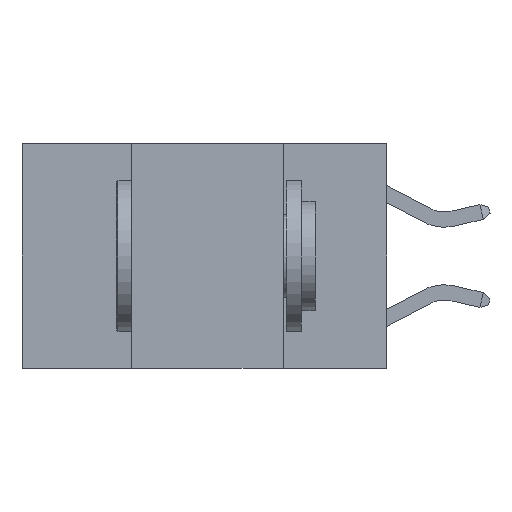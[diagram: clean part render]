
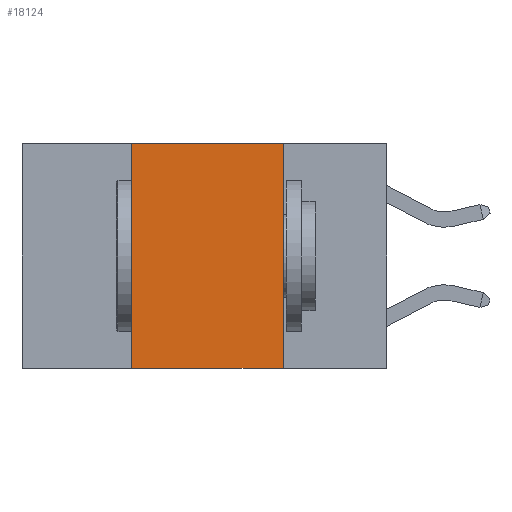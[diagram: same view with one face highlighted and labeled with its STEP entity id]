
A CAD part, left-side view. The second image highlights one B-rep face of the part: STEP entity #18124.
In plain terms, the highlighted planar face has unit normal (-1, 0, 0).
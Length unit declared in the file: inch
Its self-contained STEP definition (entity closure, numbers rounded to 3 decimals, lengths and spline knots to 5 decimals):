
#305 = AXIS2_PLACEMENT_3D ( 'NONE', #17395, #19332, #8137 ) ;
#1664 = CARTESIAN_POINT ( 'NONE',  ( 0., 0.42, 0. ) ) ;
#1888 = DIRECTION ( 'NONE',  ( 0., -1., 0. ) ) ;
#3613 = EDGE_CURVE ( 'NONE', #3839, #22607, #9898, .T. ) ;
#3731 = ORIENTED_EDGE ( 'NONE', *, *, #14157, .T. ) ;
#3839 = VERTEX_POINT ( 'NONE', #20442 ) ;
#4022 = LINE ( 'NONE', #22452, #18400 ) ;
#4425 = VERTEX_POINT ( 'NONE', #11814 ) ;
#4687 = LINE ( 'NONE', #18810, #18459 ) ;
#5335 = FACE_OUTER_BOUND ( 'NONE', #22091, .T. ) ;
#5480 = VECTOR ( 'NONE', #8690, 39.37008 ) ;
#6222 = PLANE ( 'NONE',  #305 ) ;
#8137 = DIRECTION ( 'NONE',  ( 0., 0., -1. ) ) ;
#8690 = DIRECTION ( 'NONE',  ( 0., 0., -1. ) ) ;
#8890 = EDGE_CURVE ( 'NONE', #20917, #3839, #4687, .T. ) ;
#8980 = VECTOR ( 'NONE', #12966, 39.37008 ) ;
#9898 = LINE ( 'NONE', #19873, #5480 ) ;
#11368 = DIRECTION ( 'NONE',  ( 0., -1., 0. ) ) ;
#11814 = CARTESIAN_POINT ( 'NONE',  ( 0., 0.42, -0.37 ) ) ;
#12234 = CARTESIAN_POINT ( 'NONE',  ( 0., 0.17, -0.37 ) ) ;
#12966 = DIRECTION ( 'NONE',  ( 0., 0., 1. ) ) ;
#14157 = EDGE_CURVE ( 'NONE', #4425, #22607, #4022, .T. ) ;
#14987 = ORIENTED_EDGE ( 'NONE', *, *, #8890, .F. ) ;
#17395 = CARTESIAN_POINT ( 'NONE',  ( 0., 0.6, 0. ) ) ;
#18124 = ADVANCED_FACE ( 'NONE', ( #5335 ), #6222, .F. ) ;
#18400 = VECTOR ( 'NONE', #1888, 39.37008 ) ;
#18459 = VECTOR ( 'NONE', #11368, 39.37008 ) ;
#18810 = CARTESIAN_POINT ( 'NONE',  ( 0., 0.6, 0. ) ) ;
#18838 = CARTESIAN_POINT ( 'NONE',  ( 0., 0.42, 0. ) ) ;
#18917 = LINE ( 'NONE', #1664, #8980 ) ;
#19332 = DIRECTION ( 'NONE',  ( 1., 0., 0. ) ) ;
#19873 = CARTESIAN_POINT ( 'NONE',  ( 0., 0.17, 0. ) ) ;
#20442 = CARTESIAN_POINT ( 'NONE',  ( 0., 0.17, 0. ) ) ;
#20917 = VERTEX_POINT ( 'NONE', #18838 ) ;
#21727 = ORIENTED_EDGE ( 'NONE', *, *, #3613, .F. ) ;
#22091 = EDGE_LOOP ( 'NONE', ( #21727, #14987, #23197, #3731 ) ) ;
#22452 = CARTESIAN_POINT ( 'NONE',  ( 0., 0.6, -0.37 ) ) ;
#22607 = VERTEX_POINT ( 'NONE', #12234 ) ;
#22876 = EDGE_CURVE ( 'NONE', #4425, #20917, #18917, .T. ) ;
#23197 = ORIENTED_EDGE ( 'NONE', *, *, #22876, .F. ) ;
